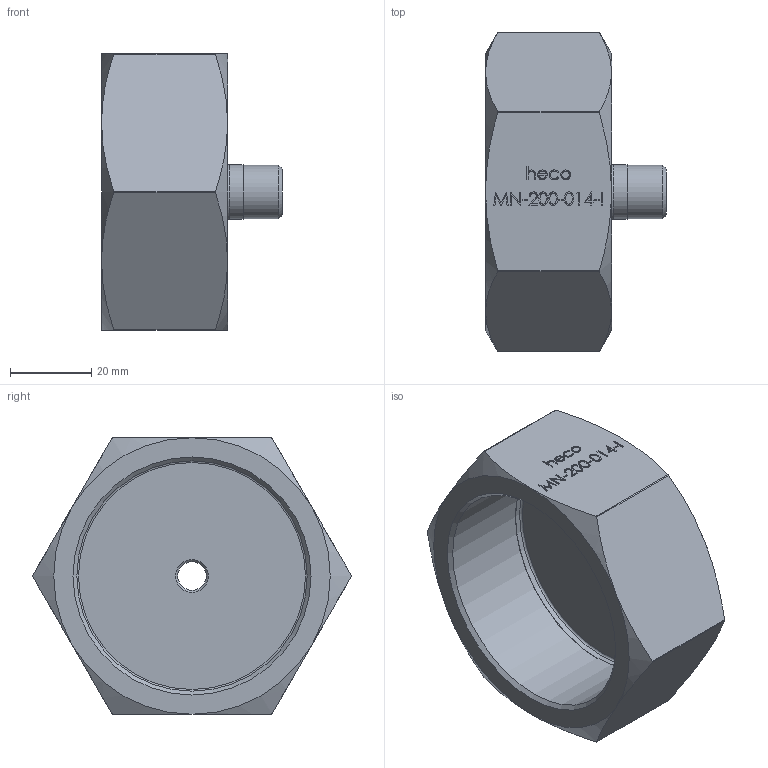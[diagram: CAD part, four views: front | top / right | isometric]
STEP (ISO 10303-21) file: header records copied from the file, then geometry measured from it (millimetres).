
FILE_DESCRIPTION (( 'STEP AP214' ), '1' );
FILE_NAME ('heco_MN-200-014-I.STEP', '2016-06-22T06:46:43', ( '' ), ( '' ), 'SwSTEP 2.0', 'SolidWorks 2011', '' );
FILE_SCHEMA (( 'AUTOMOTIVE_DESIGN' ));
Length unit declared in the file: millimetre
Products named in the file (1): heco_MN-200-014-I
Bounding box: 44.5 x 78.43 x 68 mm (x, y, z)
Volume: 61895.8 mm3; surface area: 20136.9 mm2
Topology: 1 solids, 1 shells, 208 faces, 524 edges, 344 vertices
Faces by surface type: plane 111, bspline 68, cone 16, cylinder 11, torus 2
Full cylindrical faces by diameter (mm): 7 x1, 13.157 x1, 13.357 x1, 56.656 x1, 56.856 x1
Entity records: 10850 total; most frequent: CARTESIAN_POINT 5894, ORIENTED_EDGE 1022, DIRECTION 649, EDGE_CURVE 511, VERTEX_POINT 342, VECTOR 311, LINE 311, EDGE_LOOP 247
